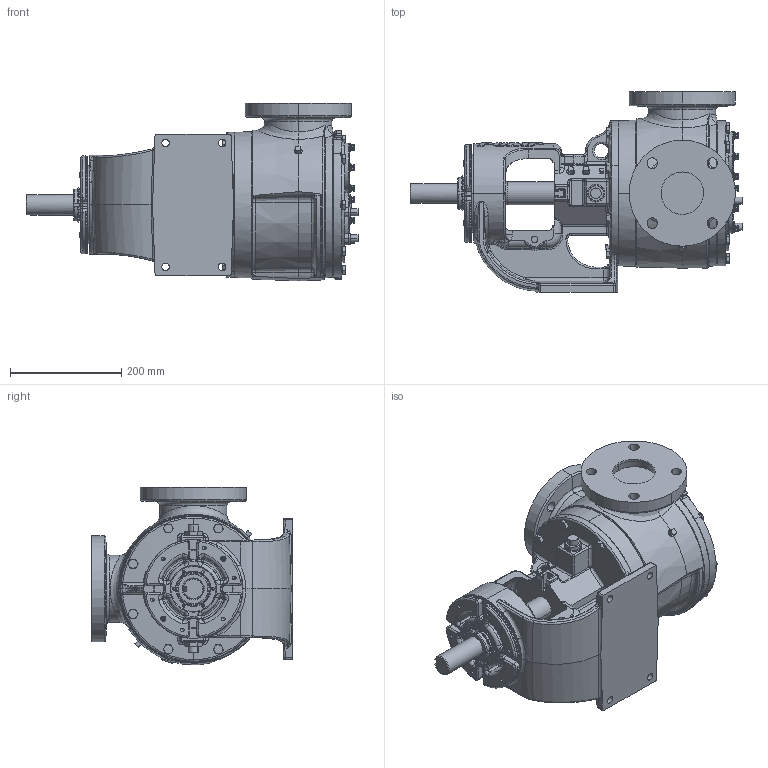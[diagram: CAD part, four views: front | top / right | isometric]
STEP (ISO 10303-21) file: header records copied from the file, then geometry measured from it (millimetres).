
FILE_DESCRIPTION (( 'STEP AP214' ), '1' );
FILE_NAME ('LS124E.STEP', '2018-02-20T19:30:01', ( '' ), ( '' ), 'SwSTEP 2.0', 'SolidWorks 2017', '' );
FILE_SCHEMA (( 'AUTOMOTIVE_DESIGN' ));
Length unit declared in the file: inch
Products named in the file (2): LS124E
Bounding box: 596.1 x 360.43 x 319.02 mm (x, y, z)
Volume: 18084735.5 mm3; surface area: 877153.3 mm2
Topology: 1 solids, 1 shells, 3215 faces, 8222 edges, 5074 vertices
Faces by surface type: plane 1033, cylinder 887, bspline 600, cone 514, torus 126, sphere 55
Entity records: 191491 total; most frequent: CARTESIAN_POINT 91317, ORIENTED_EDGE 16298, DIRECTION 13514, EDGE_CURVE 8149, AXIS2_PLACEMENT_3D 5573, VERTEX_POINT 5074, EDGE_LOOP 3391, ADVANCED_FACE 3215
